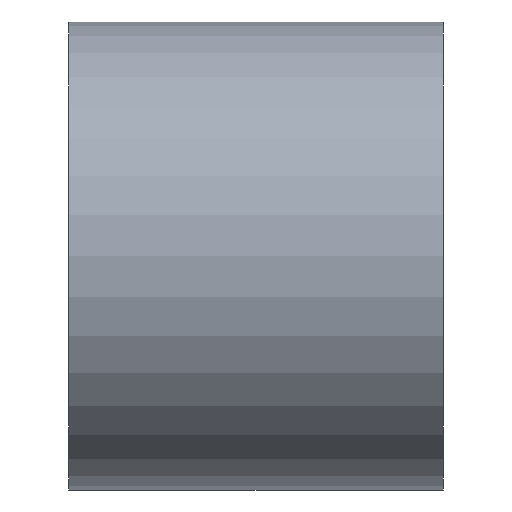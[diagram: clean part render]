
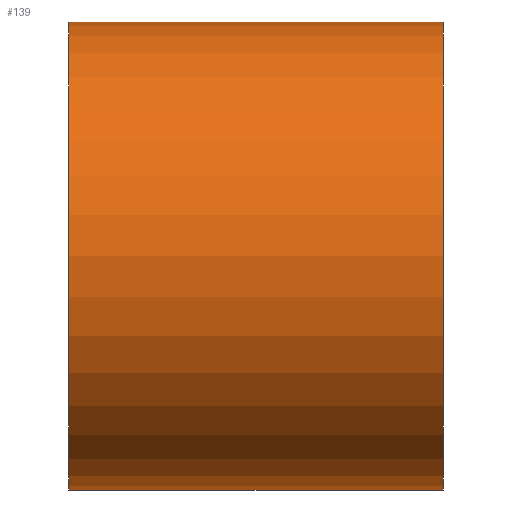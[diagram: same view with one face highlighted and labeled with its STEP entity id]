
A CAD part, left-side view. The second image highlights one B-rep face of the part: STEP entity #139.
In plain terms, the highlighted cylindrical face has radius 3.75 mm (diameter 7.5 mm), a partial arc.
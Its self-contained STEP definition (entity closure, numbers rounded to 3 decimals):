
#2 = FACE_OUTER_BOUND ( 'NONE', #182, .T. ) ;
#4 = DIRECTION ( 'NONE',  ( 0., -1., 0. ) ) ;
#13 = EDGE_CURVE ( 'NONE', #89, #210, #68, .T. ) ;
#15 = CARTESIAN_POINT ( 'NONE',  ( 0., 6., 0. ) ) ;
#18 = CARTESIAN_POINT ( 'NONE',  ( 0., 6., 0. ) ) ;
#24 = ORIENTED_EDGE ( 'NONE', *, *, #13, .F. ) ;
#25 = CARTESIAN_POINT ( 'NONE',  ( 0., 0., 3.75 ) ) ;
#26 = DIRECTION ( 'NONE',  ( 0., 0., 1. ) ) ;
#27 = AXIS2_PLACEMENT_3D ( 'NONE', #45, #44, #26 ) ;
#29 = VECTOR ( 'NONE', #4, 1000. ) ;
#34 = VECTOR ( 'NONE', #181, 1000. ) ;
#43 = ORIENTED_EDGE ( 'NONE', *, *, #159, .T. ) ;
#44 = DIRECTION ( 'NONE',  ( 0., 1., 0. ) ) ;
#45 = CARTESIAN_POINT ( 'NONE',  ( 0., 0., 0. ) ) ;
#61 = ORIENTED_EDGE ( 'NONE', *, *, #87, .F. ) ;
#68 = LINE ( 'NONE', #194, #34 ) ;
#71 = DIRECTION ( 'NONE',  ( 0., 0., -1. ) ) ;
#87 = EDGE_CURVE ( 'NONE', #102, #89, #173, .T. ) ;
#89 = VERTEX_POINT ( 'NONE', #200 ) ;
#97 = CARTESIAN_POINT ( 'NONE',  ( 0., 6., -3.75 ) ) ;
#102 = VERTEX_POINT ( 'NONE', #103 ) ;
#103 = CARTESIAN_POINT ( 'NONE',  ( 0., 6., -3.75 ) ) ;
#109 = VERTEX_POINT ( 'NONE', #212 ) ;
#112 = AXIS2_PLACEMENT_3D ( 'NONE', #18, #132, #199 ) ;
#120 = CIRCLE ( 'NONE', #27, 3.75 ) ;
#125 = CYLINDRICAL_SURFACE ( 'NONE', #178, 3.75 ) ;
#126 = LINE ( 'NONE', #97, #29 ) ;
#132 = DIRECTION ( 'NONE',  ( 0., 1., 0. ) ) ;
#139 = ADVANCED_FACE ( 'NONE', ( #2 ), #125, .T. ) ;
#159 = EDGE_CURVE ( 'NONE', #109, #210, #120, .T. ) ;
#169 = DIRECTION ( 'NONE',  ( 0., -1., 0. ) ) ;
#173 = CIRCLE ( 'NONE', #112, 3.75 ) ;
#178 = AXIS2_PLACEMENT_3D ( 'NONE', #15, #169, #71 ) ;
#181 = DIRECTION ( 'NONE',  ( 0., -1., 0. ) ) ;
#182 = EDGE_LOOP ( 'NONE', ( #24, #61, #201, #43 ) ) ;
#194 = CARTESIAN_POINT ( 'NONE',  ( 0., 6., 3.75 ) ) ;
#199 = DIRECTION ( 'NONE',  ( 0., 0., 1. ) ) ;
#200 = CARTESIAN_POINT ( 'NONE',  ( 0., 6., 3.75 ) ) ;
#201 = ORIENTED_EDGE ( 'NONE', *, *, #214, .T. ) ;
#210 = VERTEX_POINT ( 'NONE', #25 ) ;
#212 = CARTESIAN_POINT ( 'NONE',  ( 0., 0., -3.75 ) ) ;
#214 = EDGE_CURVE ( 'NONE', #102, #109, #126, .T. ) ;
